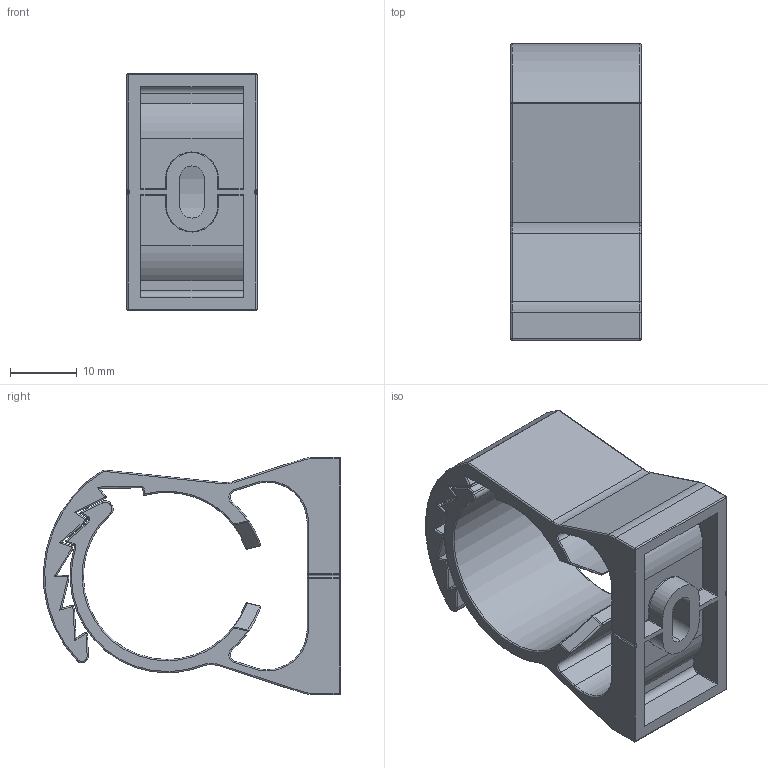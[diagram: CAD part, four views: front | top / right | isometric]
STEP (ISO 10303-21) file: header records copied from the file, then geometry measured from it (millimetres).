
FILE_DESCRIPTION (( 'STEP AP203' ), '1' );
FILE_NAME ('CTA00D-FL-026-K01 Êëèïñà ñ ôèêñàòîðîì äëÿ ãëàäêèõ òðóá d=26-32ìì áåëàÿ IEK.STEP', '2024-02-22T11:04:27', ( '' ), ( '' ), 'SwSTEP 2.0', 'SolidWorks 2022', '' );
FILE_SCHEMA (( 'CONFIG_CONTROL_DESIGN' ));
Length unit declared in the file: millimetre
Products named in the file (1): CTA00D-FL-026-K01 Клипса с фиксатором для гладких труб d=26-32мм белая IEK
Bounding box: 19.5 x 44.47 x 35.5 mm (x, y, z)
Volume: 8424.6 mm3; surface area: 8375.4 mm2
Topology: 1 solids, 1 shells, 372 faces, 872 edges, 463 vertices
Faces by surface type: cylinder 165, torus 77, sphere 64, plane 58, bspline 8
Entity records: 10304 total; most frequent: DIRECTION 1973, CARTESIAN_POINT 1917, ORIENTED_EDGE 1638, AXIS2_PLACEMENT_3D 827, EDGE_CURVE 819, CIRCLE 462, VERTEX_POINT 451, EDGE_LOOP 376
